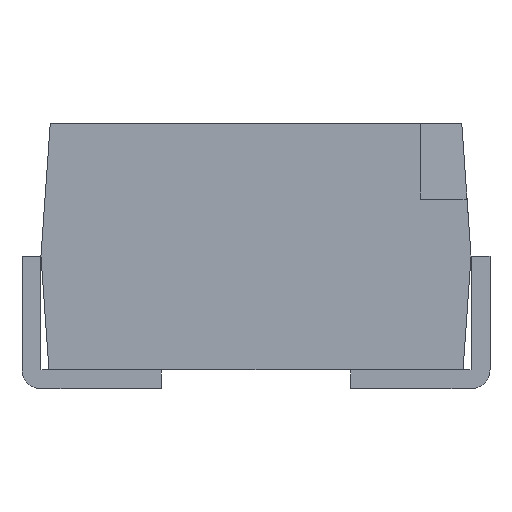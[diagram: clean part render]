
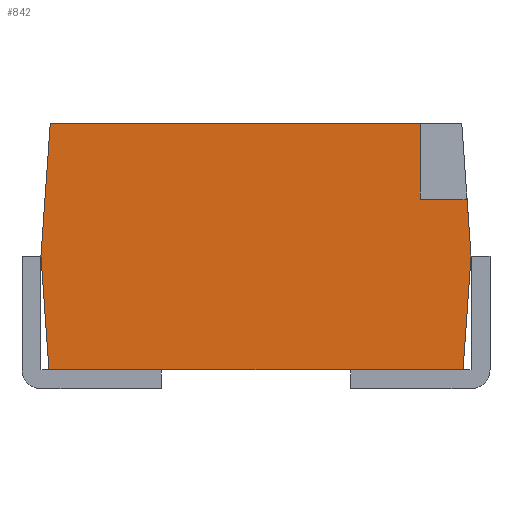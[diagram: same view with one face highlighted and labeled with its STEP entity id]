
A CAD part, left-side view. The second image highlights one B-rep face of the part: STEP entity #842.
In plain terms, the highlighted planar face has unit normal (-1, 0, 0).
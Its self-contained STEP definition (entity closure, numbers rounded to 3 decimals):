
#38 = LINE ( 'NONE', #691, #615 ) ;
#43 = CARTESIAN_POINT ( 'NONE',  ( -1.5, -1.7, 0.9 ) ) ;
#47 = EDGE_CURVE ( 'NONE', #491, #112, #807, .T. ) ;
#56 = LINE ( 'NONE', #879, #1006 ) ;
#82 = CARTESIAN_POINT ( 'NONE',  ( -1.5, 1.7, 0.9 ) ) ;
#112 = VERTEX_POINT ( 'NONE', #1269 ) ;
#130 = ORIENTED_EDGE ( 'NONE', *, *, #473, .T. ) ;
#180 = DIRECTION ( 'NONE',  ( 0., -1., 0. ) ) ;
#221 = LINE ( 'NONE', #1080, #301 ) ;
#225 = CARTESIAN_POINT ( 'NONE',  ( -1.5, -1.3, 1.95 ) ) ;
#248 = VECTOR ( 'NONE', #283, 1000. ) ;
#283 = DIRECTION ( 'NONE',  ( 0., 0.07, 0.998 ) ) ;
#294 = CARTESIAN_POINT ( 'NONE',  ( -1.5, -1.3, 0. ) ) ;
#301 = VECTOR ( 'NONE', #476, 1000. ) ;
#312 = CARTESIAN_POINT ( 'NONE',  ( -1.5, 1.627, 1.95 ) ) ;
#316 = VERTEX_POINT ( 'NONE', #225 ) ;
#323 = CARTESIAN_POINT ( 'NONE',  ( -1.5, -1.637, 0. ) ) ;
#444 = VECTOR ( 'NONE', #738, 1000. ) ;
#473 = EDGE_CURVE ( 'NONE', #792, #1116, #693, .T. ) ;
#476 = DIRECTION ( 'NONE',  ( 0., 0.07, 0.998 ) ) ;
#491 = VERTEX_POINT ( 'NONE', #43 ) ;
#497 = ORIENTED_EDGE ( 'NONE', *, *, #1190, .T. ) ;
#503 = DIRECTION ( 'NONE',  ( 0., 0., 1. ) ) ;
#517 = DIRECTION ( 'NONE',  ( -1., 0., 0. ) ) ;
#592 = CARTESIAN_POINT ( 'NONE',  ( -1.5, 0., 0. ) ) ;
#614 = PLANE ( 'NONE',  #689 ) ;
#615 = VECTOR ( 'NONE', #180, 1000. ) ;
#621 = ORIENTED_EDGE ( 'NONE', *, *, #947, .F. ) ;
#644 = EDGE_CURVE ( 'NONE', #792, #316, #38, .T. ) ;
#676 = LINE ( 'NONE', #592, #980 ) ;
#678 = ORIENTED_EDGE ( 'NONE', *, *, #47, .T. ) ;
#689 = AXIS2_PLACEMENT_3D ( 'NONE', #1198, #517, #503 ) ;
#691 = CARTESIAN_POINT ( 'NONE',  ( -1.5, 0., 1.95 ) ) ;
#693 = LINE ( 'NONE', #850, #444 ) ;
#696 = DIRECTION ( 'NONE',  ( 0., 1., 0. ) ) ;
#712 = EDGE_CURVE ( 'NONE', #934, #1116, #221, .T. ) ;
#734 = CARTESIAN_POINT ( 'NONE',  ( -1.5, -1.669, 0.45 ) ) ;
#738 = DIRECTION ( 'NONE',  ( 0., 0.07, -0.998 ) ) ;
#767 = CARTESIAN_POINT ( 'NONE',  ( -1.5, -1.3, 1.35 ) ) ;
#771 = FACE_OUTER_BOUND ( 'NONE', #1100, .T. ) ;
#788 = VECTOR ( 'NONE', #1124, 1000. ) ;
#792 = VERTEX_POINT ( 'NONE', #312 ) ;
#799 = EDGE_CURVE ( 'NONE', #1042, #316, #1040, .T. ) ;
#807 = LINE ( 'NONE', #1169, #248 ) ;
#842 = ADVANCED_FACE ( 'NONE', ( #771 ), #614, .T. ) ;
#850 = CARTESIAN_POINT ( 'NONE',  ( -1.5, 1.627, 1.95 ) ) ;
#879 = CARTESIAN_POINT ( 'NONE',  ( -1.5, 1.7, 1.35 ) ) ;
#917 = LINE ( 'NONE', #734, #788 ) ;
#934 = VERTEX_POINT ( 'NONE', #1187 ) ;
#947 = EDGE_CURVE ( 'NONE', #491, #1011, #917, .T. ) ;
#980 = VECTOR ( 'NONE', #1092, 1000. ) ;
#998 = ORIENTED_EDGE ( 'NONE', *, *, #712, .F. ) ;
#1006 = VECTOR ( 'NONE', #696, 1000. ) ;
#1011 = VERTEX_POINT ( 'NONE', #323 ) ;
#1040 = LINE ( 'NONE', #294, #1212 ) ;
#1042 = VERTEX_POINT ( 'NONE', #767 ) ;
#1080 = CARTESIAN_POINT ( 'NONE',  ( -1.5, 1.669, 0.45 ) ) ;
#1082 = ORIENTED_EDGE ( 'NONE', *, *, #644, .F. ) ;
#1092 = DIRECTION ( 'NONE',  ( 0., -1., 0. ) ) ;
#1100 = EDGE_LOOP ( 'NONE', ( #621, #678, #1134, #1216, #1082, #130, #998, #497 ) ) ;
#1103 = DIRECTION ( 'NONE',  ( 0., 0., 1. ) ) ;
#1116 = VERTEX_POINT ( 'NONE', #82 ) ;
#1124 = DIRECTION ( 'NONE',  ( 0., 0.07, -0.998 ) ) ;
#1134 = ORIENTED_EDGE ( 'NONE', *, *, #1232, .T. ) ;
#1169 = CARTESIAN_POINT ( 'NONE',  ( -1.5, -1.7, 0.9 ) ) ;
#1187 = CARTESIAN_POINT ( 'NONE',  ( -1.5, 1.637, 0. ) ) ;
#1190 = EDGE_CURVE ( 'NONE', #934, #1011, #676, .T. ) ;
#1198 = CARTESIAN_POINT ( 'NONE',  ( -1.5, 1.7, 0. ) ) ;
#1212 = VECTOR ( 'NONE', #1103, 1000. ) ;
#1216 = ORIENTED_EDGE ( 'NONE', *, *, #799, .T. ) ;
#1232 = EDGE_CURVE ( 'NONE', #112, #1042, #56, .T. ) ;
#1269 = CARTESIAN_POINT ( 'NONE',  ( -1.5, -1.669, 1.35 ) ) ;
